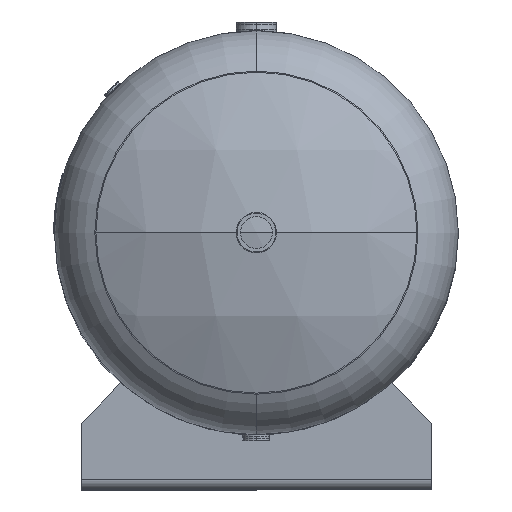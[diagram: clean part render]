
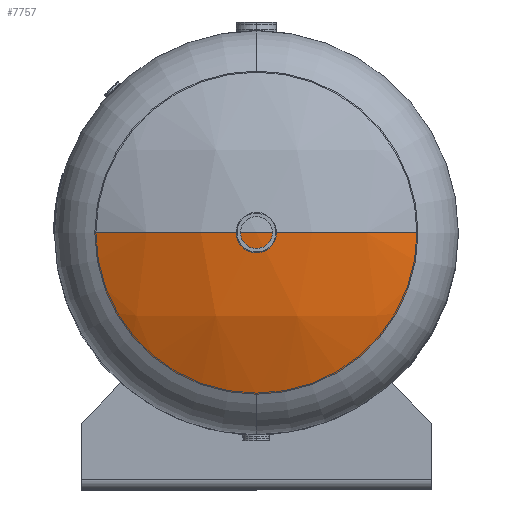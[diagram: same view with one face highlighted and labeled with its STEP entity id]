
A CAD part, top view. The second image highlights one B-rep face of the part: STEP entity #7757.
In plain terms, the highlighted spherical face has radius 685.8 mm.
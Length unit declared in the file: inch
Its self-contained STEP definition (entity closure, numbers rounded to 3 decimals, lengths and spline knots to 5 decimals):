
#30 = CARTESIAN_POINT ( 'NONE',  ( 0., -17.93746, 0. ) ) ;
#252 = DIRECTION ( 'NONE',  ( 0., -1., 0. ) ) ;
#422 = DIRECTION ( 'NONE',  ( 0., 0., -1. ) ) ;
#501 = ORIENTED_EDGE ( 'NONE', *, *, #4817, .F. ) ;
#698 = DIRECTION ( 'NONE',  ( 0., 0., -1. ) ) ;
#1189 = CARTESIAN_POINT ( 'NONE',  ( -12., 6.24932, 0. ) ) ;
#1211 = ORIENTED_EDGE ( 'NONE', *, *, #5155, .F. ) ;
#1236 = AXIS2_PLACEMENT_3D ( 'NONE', #7890, #6243, #698 ) ;
#1250 = DIRECTION ( 'NONE',  ( 0., 0., 1. ) ) ;
#1948 = FACE_OUTER_BOUND ( 'NONE', #6775, .T. ) ;
#2000 = ORIENTED_EDGE ( 'NONE', *, *, #3374, .F. ) ;
#2208 = DIRECTION ( 'NONE',  ( 0., 0., -1. ) ) ;
#2238 = CIRCLE ( 'NONE', #6287, 12. ) ;
#2738 = DIRECTION ( 'NONE',  ( 1., 0., 0. ) ) ;
#3374 = EDGE_CURVE ( 'NONE', #10061, #4413, #2238, .T. ) ;
#4413 = VERTEX_POINT ( 'NONE', #4723 ) ;
#4723 = CARTESIAN_POINT ( 'NONE',  ( 0., 6.24932, 12. ) ) ;
#4817 = EDGE_CURVE ( 'NONE', #11120, #10061, #9135, .T. ) ;
#4870 = DIRECTION ( 'NONE',  ( 1., 0., 0. ) ) ;
#5155 = EDGE_CURVE ( 'NONE', #4413, #7482, #6624, .T. ) ;
#5186 = AXIS2_PLACEMENT_3D ( 'NONE', #30, #9258, #2738 ) ;
#5336 = AXIS2_PLACEMENT_3D ( 'NONE', #6793, #1250, #4870 ) ;
#5868 = ORIENTED_EDGE ( 'NONE', *, *, #8483, .T. ) ;
#6243 = DIRECTION ( 'NONE',  ( 0., -1., 0. ) ) ;
#6287 = AXIS2_PLACEMENT_3D ( 'NONE', #6873, #252, #422 ) ;
#6624 = CIRCLE ( 'NONE', #1236, 12. ) ;
#6775 = EDGE_LOOP ( 'NONE', ( #501, #5868, #1211, #2000 ) ) ;
#6793 = CARTESIAN_POINT ( 'NONE',  ( 0., -17.93746, 0. ) ) ;
#6873 = CARTESIAN_POINT ( 'NONE',  ( 0., 6.24932, 0. ) ) ;
#7482 = VERTEX_POINT ( 'NONE', #1189 ) ;
#7757 = ADVANCED_FACE ( 'NONE', ( #1948 ), #11935, .T. ) ;
#7890 = CARTESIAN_POINT ( 'NONE',  ( 0., 6.24932, 0. ) ) ;
#8034 = CIRCLE ( 'NONE', #5336, 27. ) ;
#8483 = EDGE_CURVE ( 'NONE', #11120, #7482, #8034, .T. ) ;
#9135 = CIRCLE ( 'NONE', #11851, 27. ) ;
#9258 = DIRECTION ( 'NONE',  ( 0., 0., 1. ) ) ;
#9522 = CARTESIAN_POINT ( 'NONE',  ( 0., -17.93746, 0. ) ) ;
#10061 = VERTEX_POINT ( 'NONE', #10467 ) ;
#10439 = DIRECTION ( 'NONE',  ( -1., 0., 0. ) ) ;
#10467 = CARTESIAN_POINT ( 'NONE',  ( 12., 6.24932, 0. ) ) ;
#11120 = VERTEX_POINT ( 'NONE', #11402 ) ;
#11402 = CARTESIAN_POINT ( 'NONE',  ( 0., 9.06254, 0. ) ) ;
#11851 = AXIS2_PLACEMENT_3D ( 'NONE', #9522, #2208, #10439 ) ;
#11935 = SPHERICAL_SURFACE ( 'NONE', #5186, 27. ) ;
